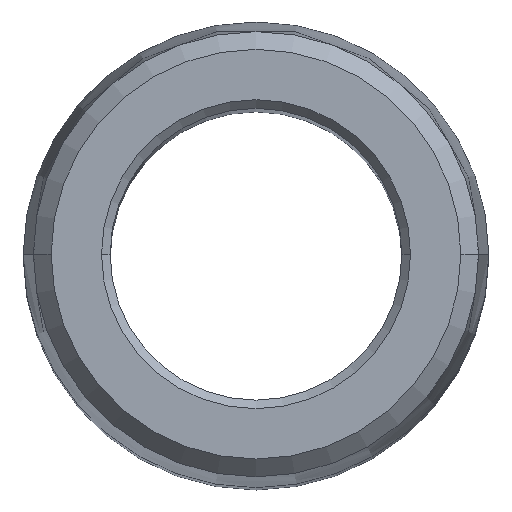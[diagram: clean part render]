
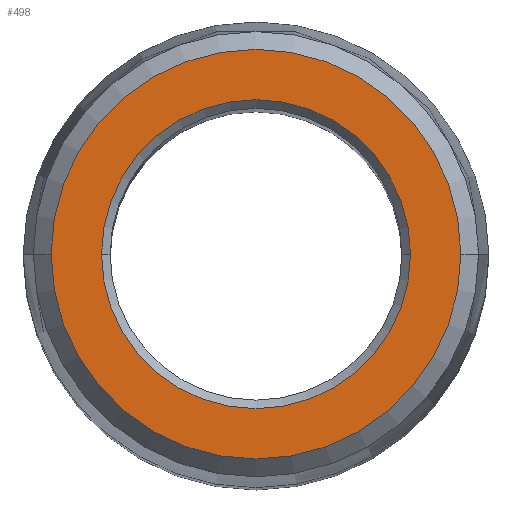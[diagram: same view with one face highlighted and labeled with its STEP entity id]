
A CAD part, top view. The second image highlights one B-rep face of the part: STEP entity #498.
In plain terms, the highlighted planar face has unit normal (0, 0, 1).
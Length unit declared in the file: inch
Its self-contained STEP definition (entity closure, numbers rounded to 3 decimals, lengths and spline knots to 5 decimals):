
#17 = CARTESIAN_POINT ( 'NONE',  ( 0., 0., 3. ) ) ;
#30 = CARTESIAN_POINT ( 'NONE',  ( 0.224, 0., 3. ) ) ;
#37 = DIRECTION ( 'NONE',  ( 1., 0., 0. ) ) ;
#40 = EDGE_CURVE ( 'NONE', #97, #277, #236, .T. ) ;
#64 = CARTESIAN_POINT ( 'NONE',  ( 0.29696, 0., 3. ) ) ;
#71 = ORIENTED_EDGE ( 'NONE', *, *, #40, .T. ) ;
#86 = ORIENTED_EDGE ( 'NONE', *, *, #438, .T. ) ;
#97 = VERTEX_POINT ( 'NONE', #30 ) ;
#100 = CIRCLE ( 'NONE', #393, 0.29696 ) ;
#124 = CIRCLE ( 'NONE', #511, 0.224 ) ;
#132 = DIRECTION ( 'NONE',  ( 0., 0., 1. ) ) ;
#146 = EDGE_LOOP ( 'NONE', ( #71, #86 ) ) ;
#147 = DIRECTION ( 'NONE',  ( 1., 0., 0. ) ) ;
#157 = DIRECTION ( 'NONE',  ( 1., 0., 0. ) ) ;
#172 = EDGE_CURVE ( 'NONE', #326, #536, #545, .T. ) ;
#179 = DIRECTION ( 'NONE',  ( 1., 0., 0. ) ) ;
#205 = CARTESIAN_POINT ( 'NONE',  ( 0., 0., 3. ) ) ;
#236 = CIRCLE ( 'NONE', #309, 0.224 ) ;
#239 = PLANE ( 'NONE',  #366 ) ;
#242 = CARTESIAN_POINT ( 'NONE',  ( -0.29696, 0., 3. ) ) ;
#246 = FACE_BOUND ( 'NONE', #146, .T. ) ;
#274 = ORIENTED_EDGE ( 'NONE', *, *, #172, .T. ) ;
#277 = VERTEX_POINT ( 'NONE', #435 ) ;
#295 = CARTESIAN_POINT ( 'NONE',  ( 0., 0., 3. ) ) ;
#300 = EDGE_CURVE ( 'NONE', #536, #326, #100, .T. ) ;
#309 = AXIS2_PLACEMENT_3D ( 'NONE', #205, #461, #157 ) ;
#311 = ORIENTED_EDGE ( 'NONE', *, *, #300, .T. ) ;
#312 = DIRECTION ( 'NONE',  ( 1., 0., 0. ) ) ;
#326 = VERTEX_POINT ( 'NONE', #64 ) ;
#329 = FACE_OUTER_BOUND ( 'NONE', #425, .T. ) ;
#354 = DIRECTION ( 'NONE',  ( 0., 0., -1. ) ) ;
#363 = CARTESIAN_POINT ( 'NONE',  ( 0., 0., 3. ) ) ;
#365 = AXIS2_PLACEMENT_3D ( 'NONE', #473, #132, #179 ) ;
#366 = AXIS2_PLACEMENT_3D ( 'NONE', #363, #500, #147 ) ;
#393 = AXIS2_PLACEMENT_3D ( 'NONE', #295, #465, #37 ) ;
#425 = EDGE_LOOP ( 'NONE', ( #311, #274 ) ) ;
#435 = CARTESIAN_POINT ( 'NONE',  ( -0.224, 0., 3. ) ) ;
#438 = EDGE_CURVE ( 'NONE', #277, #97, #124, .T. ) ;
#461 = DIRECTION ( 'NONE',  ( 0., 0., -1. ) ) ;
#465 = DIRECTION ( 'NONE',  ( 0., 0., 1. ) ) ;
#473 = CARTESIAN_POINT ( 'NONE',  ( 0., 0., 3. ) ) ;
#498 = ADVANCED_FACE ( 'NONE', ( #246, #329 ), #239, .T. ) ;
#500 = DIRECTION ( 'NONE',  ( 0., 0., 1. ) ) ;
#511 = AXIS2_PLACEMENT_3D ( 'NONE', #17, #354, #312 ) ;
#536 = VERTEX_POINT ( 'NONE', #242 ) ;
#545 = CIRCLE ( 'NONE', #365, 0.29696 ) ;
